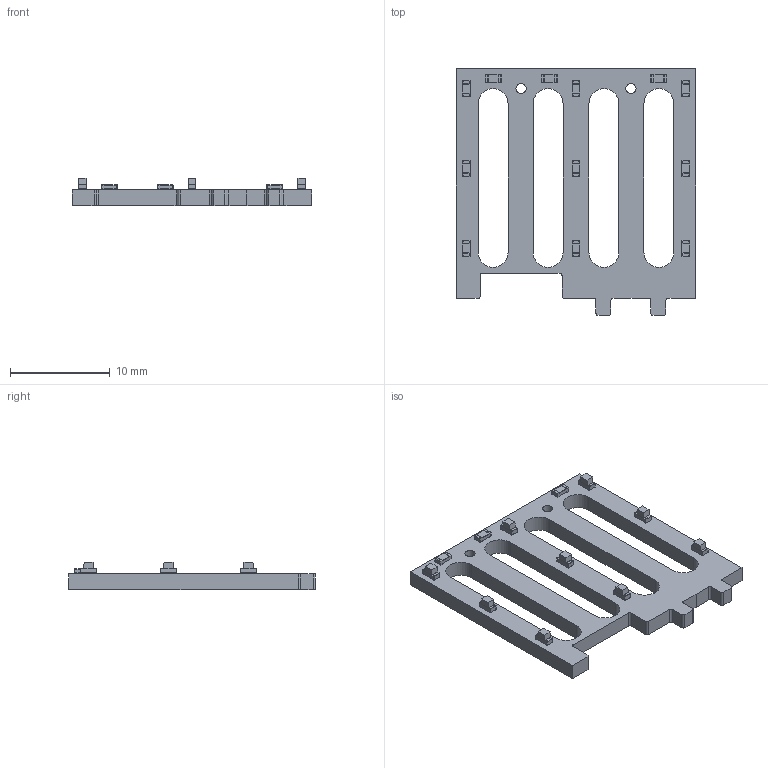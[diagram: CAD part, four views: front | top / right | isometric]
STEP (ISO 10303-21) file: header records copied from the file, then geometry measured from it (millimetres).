
FILE_DESCRIPTION(('KiCad electronic assembly'),'2;1');
FILE_NAME('1sqinch555_LED.step','2018-08-13T22:14:20',('An Author'),( 'A Company'),'Open CASCADE STEP processor 6.8', 'KiCad to STEP converter','Unknown');
FILE_SCHEMA(('AUTOMOTIVE_DESIGN_CC2 { 1 2 10303 214 -1 1 5 4 }'));
Length unit declared in the file: millimetre
Products named in the file (6): Open CASCADE STEP translator 6.8 1; LED_0603_1608Metric; SOLID; R_0603_1608Metric; COMPOUND
Assembly tree (15 placements, depth 3):
  Open CASCADE STEP translator 6.8 1
    LED_0603_1608Metric  x9
      SOLID
    R_0603_1608Metric  x3
      SOLID
    COMPOUND
Bounding box: 24 x 24.7 x 2.75 mm (x, y, z)
Volume: 535.9 mm3; surface area: 1162 mm2
Topology: 13 solids, 13 shells, 577 faces, 1542 edges, 1000 vertices
Faces by surface type: plane 459, cylinder 118
Full cylindrical faces by diameter (mm): 1.016 x2
Entity records: 10596 total; most frequent: CARTESIAN_POINT 3023, DIRECTION 1304, LINE 810, VECTOR 810, ORIENTED_EDGE 684, PCURVE 684, DEFINITIONAL_REPRESENTATION 684, EDGE_CURVE 342
